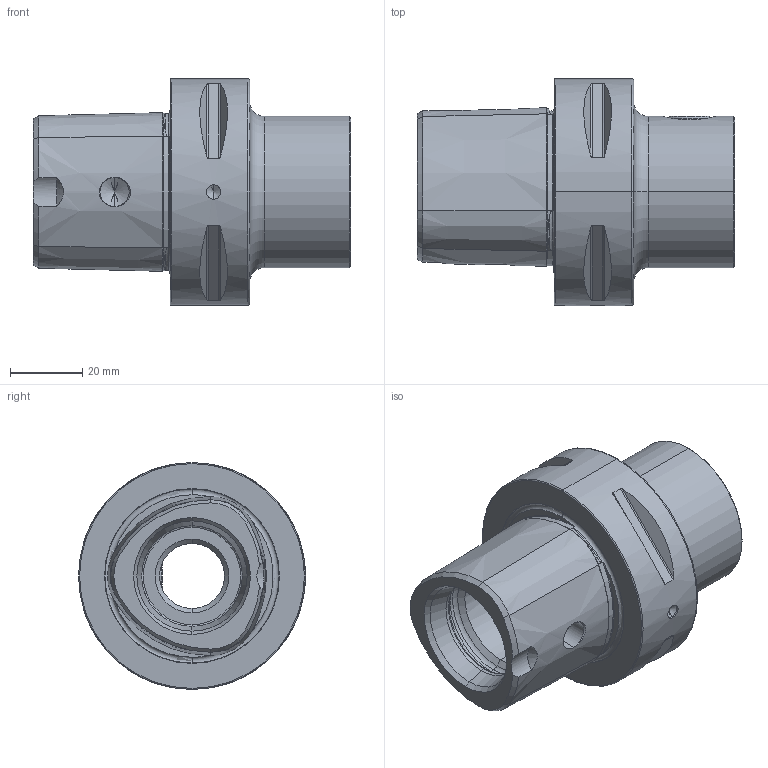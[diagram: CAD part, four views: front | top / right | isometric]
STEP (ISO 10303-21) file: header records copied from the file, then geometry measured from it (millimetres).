
FILE_DESCRIPTION (( 'STEP AP203' ), '1' );
FILE_NAME ('102.163.421.STEP', '2024-08-22T15:22:32', ( '' ), ( '' ), 'SwSTEP 2.0', 'SolidWorks 2022', '' );
FILE_SCHEMA (( 'CONFIG_CONTROL_DESIGN' ));
Length unit declared in the file: millimetre
Products named in the file (3): 102.163.421; PS6-MB4.K01.050_B; MB4-ER1.001.013_A
Assembly tree (2 placements, depth 2):
  102.163.421
    PS6-MB4.K01.050_B
    MB4-ER1.001.013_A
Bounding box: 88 x 63 x 63 mm (x, y, z)
Volume: 120144 mm3; surface area: 26165.5 mm2
Topology: 2 solids, 2 shells, 194 faces, 459 edges, 273 vertices
Faces by surface type: cone 66, cylinder 48, plane 44, torus 36
Entity records: 6561 total; most frequent: CARTESIAN_POINT 1843, DIRECTION 974, ORIENTED_EDGE 906, EDGE_CURVE 453, AXIS2_PLACEMENT_3D 412, VERTEX_POINT 273, CIRCLE 213, EDGE_LOOP 210
